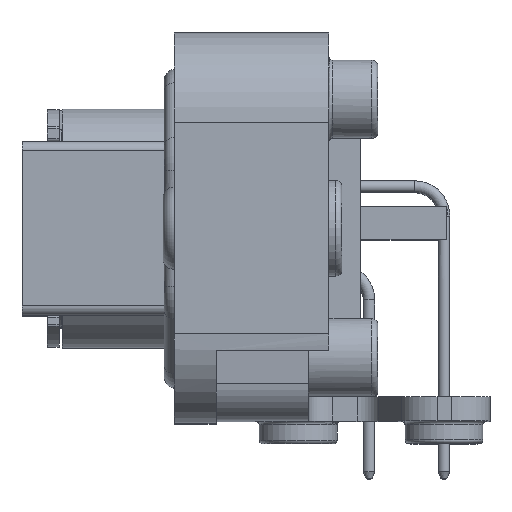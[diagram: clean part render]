
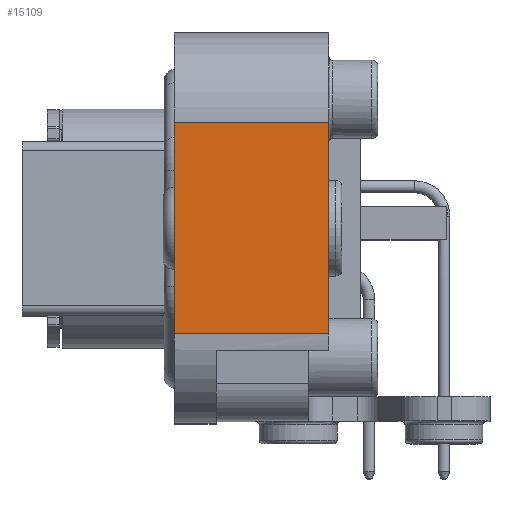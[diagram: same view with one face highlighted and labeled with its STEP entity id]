
A CAD part, top view. The second image highlights one B-rep face of the part: STEP entity #15109.
In plain terms, the highlighted planar face has unit normal (0, 0, 1).
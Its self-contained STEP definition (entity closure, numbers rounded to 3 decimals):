
#1718=ORIENTED_EDGE('',*,*,#4629,.F.);
#1719=ORIENTED_EDGE('',*,*,#4630,.T.);
#1720=ORIENTED_EDGE('',*,*,#4578,.T.);
#1721=ORIENTED_EDGE('',*,*,#4631,.F.);
#4578=EDGE_CURVE('',#6004,#6005,#7031,.T.);
#4629=EDGE_CURVE('',#6050,#6051,#7064,.T.);
#4630=EDGE_CURVE('',#6050,#6004,#7065,.T.);
#4631=EDGE_CURVE('',#6051,#6005,#7066,.T.);
#6004=VERTEX_POINT('',#21453);
#6005=VERTEX_POINT('',#21454);
#6050=VERTEX_POINT('',#21572);
#6051=VERTEX_POINT('',#21573);
#7031=LINE('',#21452,#8092);
#7064=LINE('',#21571,#8125);
#7065=LINE('',#21574,#8126);
#7066=LINE('',#21575,#8127);
#8092=VECTOR('',#17701,1000.);
#8125=VECTOR('',#17778,1000.);
#8126=VECTOR('',#17779,1000.);
#8127=VECTOR('',#17780,1000.);
#8750=EDGE_LOOP('',(#1718,#1719,#1720,#1721));
#9558=FACE_BOUND('',#8750,.T.);
#10332=PLANE('',#15881);
#15109=ADVANCED_FACE('',(#9558),#10332,.F.);
#15881=AXIS2_PLACEMENT_3D('',#21570,#17776,#17777);
#17701=DIRECTION('',(0.,-1.,0.));
#17776=DIRECTION('',(0.,0.,-1.));
#17777=DIRECTION('',(-1.,0.,0.));
#17778=DIRECTION('',(0.,-1.,0.));
#17779=DIRECTION('',(-1.,0.,0.));
#17780=DIRECTION('',(-1.,0.,0.));
#21452=CARTESIAN_POINT('',(0.,8.95,26.28));
#21453=CARTESIAN_POINT('',(0.,8.95,26.28));
#21454=CARTESIAN_POINT('',(0.,-8.95,26.28));
#21570=CARTESIAN_POINT('',(15.8,8.95,26.28));
#21571=CARTESIAN_POINT('',(13.1,16.55,26.28));
#21572=CARTESIAN_POINT('',(13.1,8.95,26.28));
#21573=CARTESIAN_POINT('',(13.1,-8.95,26.28));
#21574=CARTESIAN_POINT('',(15.8,8.95,26.28));
#21575=CARTESIAN_POINT('',(15.8,-8.95,26.28));
